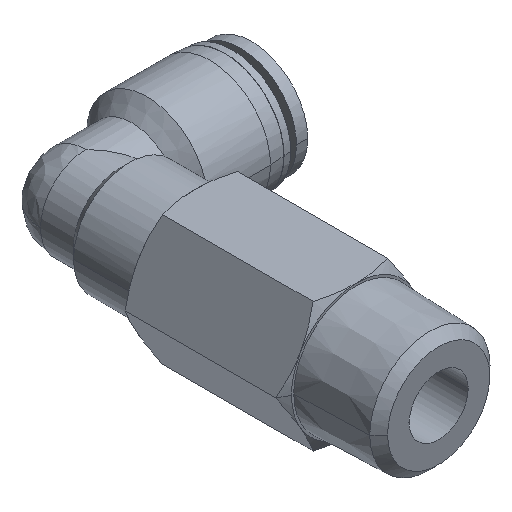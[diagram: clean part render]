
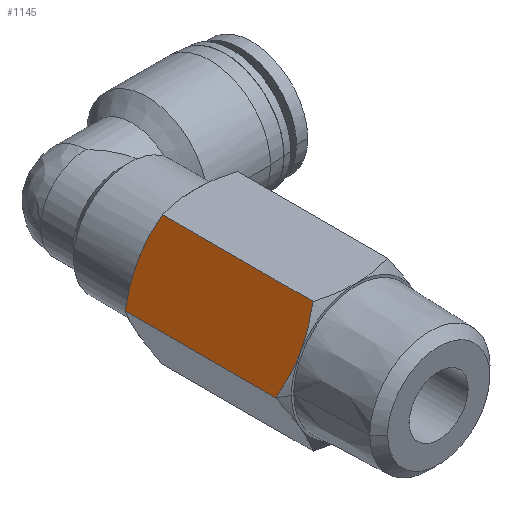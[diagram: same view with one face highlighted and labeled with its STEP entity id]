
A CAD part, isometric view. The second image highlights one B-rep face of the part: STEP entity #1145.
In plain terms, the highlighted planar face has unit normal (-0.866, 0, 0.5).
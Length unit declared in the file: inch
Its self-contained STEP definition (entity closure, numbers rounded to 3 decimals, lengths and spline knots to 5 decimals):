
#201 = CARTESIAN_POINT ( 'NONE',  ( -0.41483, -0.00317, 0.14764 ) ) ;
#204 = CARTESIAN_POINT ( 'NONE',  ( -0.38506, -1.08268, 0.19921 ) ) ;
#225 = CARTESIAN_POINT ( 'NONE',  ( -0.43461, -1.07339, 0.11337 ) ) ;
#268 = EDGE_CURVE ( 'NONE', #4588, #4596, #3461, .T. ) ;
#541 = CARTESIAN_POINT ( 'NONE',  ( -0.27278, -0.02555, 0.39368 ) ) ;
#630 = CARTESIAN_POINT ( 'NONE',  ( -0.47732, -0.02554, 0.03941 ) ) ;
#655 = CARTESIAN_POINT ( 'NONE',  ( -0.47771, -1.0569, 0.03872 ) ) ;
#902 = B_SPLINE_CURVE_WITH_KNOTS ( 'NONE', 3,
 ( #2184, #541, #4221, #1840, #4621, #2261 ),
 .UNSPECIFIED., .F., .F.,
 ( 4, 2, 4 ),
 ( 0., 0.5, 1. ),
 .UNSPECIFIED. ) ;
#997 = LINE ( 'NONE', #1284, #1002 ) ;
#1002 = VECTOR ( 'NONE', #3670, 39.37008 ) ;
#1145 = ADVANCED_FACE ( 'NONE', ( #3693 ), #4914, .T. ) ;
#1284 = CARTESIAN_POINT ( 'NONE',  ( -0.50007, 0., 0. ) ) ;
#1435 = DIRECTION ( 'NONE',  ( 0., 1., 0. ) ) ;
#1469 = CARTESIAN_POINT ( 'NONE',  ( -0.41005, -1.0795, 0.15591 ) ) ;
#1665 = ORIENTED_EDGE ( 'NONE', *, *, #2211, .F. ) ;
#1757 = CARTESIAN_POINT ( 'NONE',  ( -0.50007, -1.044, 0. ) ) ;
#1778 = EDGE_CURVE ( 'NONE', #4588, #4865, #2276, .T. ) ;
#1801 = ORIENTED_EDGE ( 'NONE', *, *, #268, .F. ) ;
#1840 = CARTESIAN_POINT ( 'NONE',  ( -0.33527, -0.00316, 0.28543 ) ) ;
#1854 = EDGE_CURVE ( 'NONE', #2003, #2258, #4719, .T. ) ;
#1878 = CARTESIAN_POINT ( 'NONE',  ( -0.42262, -1.07673, 0.13414 ) ) ;
#2003 = VERTEX_POINT ( 'NONE', #2045 ) ;
#2018 = B_SPLINE_CURVE_WITH_KNOTS ( 'NONE', 3,
 ( #2275, #204, #3845, #1469, #4250, #1878, #4652, #2290, #5066, #2671, #225, #3053, #655, #3453 ),
 .UNSPECIFIED., .F., .F.,
 ( 4, 2, 2, 1, 1, 2, 2, 4 ),
 ( 0., 0.25, 0.375, 0.4375, 0.46875, 0.48437, 0.5, 1. ),
 .UNSPECIFIED. ) ;
#2045 = CARTESIAN_POINT ( 'NONE',  ( -0.37505, 0., 0.21654 ) ) ;
#2181 = ORIENTED_EDGE ( 'NONE', *, *, #1854, .T. ) ;
#2184 = CARTESIAN_POINT ( 'NONE',  ( -0.25003, -0.03868, 0.43307 ) ) ;
#2199 = VECTOR ( 'NONE', #1435, 39.37008 ) ;
#2211 = EDGE_CURVE ( 'NONE', #4414, #2258, #997, .T. ) ;
#2258 = VERTEX_POINT ( 'NONE', #4890 ) ;
#2261 = CARTESIAN_POINT ( 'NONE',  ( -0.37505, 0., 0.21654 ) ) ;
#2272 = CARTESIAN_POINT ( 'NONE',  ( -0.37505, 0., 0.21654 ) ) ;
#2275 = CARTESIAN_POINT ( 'NONE',  ( -0.37505, -1.08268, 0.21654 ) ) ;
#2276 = LINE ( 'NONE', #3001, #2199 ) ;
#2290 = CARTESIAN_POINT ( 'NONE',  ( -0.43083, -1.07452, 0.11992 ) ) ;
#2304 = ORIENTED_EDGE ( 'NONE', *, *, #4064, .F. ) ;
#2597 = CARTESIAN_POINT ( 'NONE',  ( -0.37505, -1.08268, 0.21654 ) ) ;
#2646 = CARTESIAN_POINT ( 'NONE',  ( -0.39475, 0., 0.18242 ) ) ;
#2671 = CARTESIAN_POINT ( 'NONE',  ( -0.434, -1.07358, 0.11443 ) ) ;
#2806 = CARTESIAN_POINT ( 'NONE',  ( -0.36505, -1.08268, 0.23387 ) ) ;
#2858 = CARTESIAN_POINT ( 'NONE',  ( -0.35512, -1.08188, 0.25106 ) ) ;
#2872 = CARTESIAN_POINT ( 'NONE',  ( -0.33504, -1.0787, 0.28583 ) ) ;
#2887 = CARTESIAN_POINT ( 'NONE',  ( -0.32499, -1.07633, 0.30324 ) ) ;
#2931 = CARTESIAN_POINT ( 'NONE',  ( -0.31419, -1.07299, 0.32194 ) ) ;
#2944 = CARTESIAN_POINT ( 'NONE',  ( -0.3135, -1.07277, 0.32314 ) ) ;
#2950 = EDGE_CURVE ( 'NONE', #4865, #2003, #902, .T. ) ;
#2968 = CARTESIAN_POINT ( 'NONE',  ( -0.31218, -1.07235, 0.32543 ) ) ;
#2987 = CARTESIAN_POINT ( 'NONE',  ( -0.31019, -1.07171, 0.32887 ) ) ;
#2991 = AXIS2_PLACEMENT_3D ( 'NONE', #4697, #4684, #4672 ) ;
#3001 = CARTESIAN_POINT ( 'NONE',  ( -0.25003, 0., 0.43307 ) ) ;
#3005 = CARTESIAN_POINT ( 'NONE',  ( -0.30555, -1.07015, 0.3369 ) ) ;
#3042 = CARTESIAN_POINT ( 'NONE',  ( -0.45572, -0.01581, 0.07682 ) ) ;
#3053 = CARTESIAN_POINT ( 'NONE',  ( -0.45645, -1.06663, 0.07554 ) ) ;
#3197 = CARTESIAN_POINT ( 'NONE',  ( -0.25003, -1.044, 0.43307 ) ) ;
#3251 = CARTESIAN_POINT ( 'NONE',  ( -0.27211, -1.05611, 0.3948 ) ) ;
#3332 = CARTESIAN_POINT ( 'NONE',  ( -0.25003, -1.044, 0.43307 ) ) ;
#3434 = CARTESIAN_POINT ( 'NONE',  ( -0.50007, -0.03868, 0. ) ) ;
#3453 = CARTESIAN_POINT ( 'NONE',  ( -0.50007, -1.044, 0. ) ) ;
#3461 = B_SPLINE_CURVE_WITH_KNOTS ( 'NONE', 3,
 ( #3197, #3674, #3251, #5020, #4081, #4125, #3005, #2987, #2968, #2944, #2931, #2887, #2872, #2858, #2806, #2597 ),
 .UNSPECIFIED., .F., .F.,
 ( 4, 2, 2, 1, 1, 2, 2, 2, 4 ),
 ( 0., 0.25, 0.375, 0.4375, 0.46875, 0.48437, 0.5, 0.75, 1. ),
 .UNSPECIFIED. ) ;
#3589 = ORIENTED_EDGE ( 'NONE', *, *, #1778, .T. ) ;
#3670 = DIRECTION ( 'NONE',  ( 0., 1., 0. ) ) ;
#3674 = CARTESIAN_POINT ( 'NONE',  ( -0.26121, -1.05045, 0.41371 ) ) ;
#3693 = FACE_OUTER_BOUND ( 'NONE', #4542, .T. ) ;
#3741 = CARTESIAN_POINT ( 'NONE',  ( -0.37505, -1.08268, 0.21654 ) ) ;
#3845 = CARTESIAN_POINT ( 'NONE',  ( -0.39496, -1.08189, 0.18205 ) ) ;
#3916 = ORIENTED_EDGE ( 'NONE', *, *, #2950, .T. ) ;
#4064 = EDGE_CURVE ( 'NONE', #4596, #4414, #2018, .T. ) ;
#4068 = CARTESIAN_POINT ( 'NONE',  ( -0.25003, -0.03868, 0.43307 ) ) ;
#4081 = CARTESIAN_POINT ( 'NONE',  ( -0.29359, -1.06564, 0.35761 ) ) ;
#4125 = CARTESIAN_POINT ( 'NONE',  ( -0.30157, -1.06869, 0.34379 ) ) ;
#4221 = CARTESIAN_POINT ( 'NONE',  ( -0.29438, -0.01582, 0.35626 ) ) ;
#4250 = CARTESIAN_POINT ( 'NONE',  ( -0.41507, -1.07851, 0.14722 ) ) ;
#4414 = VERTEX_POINT ( 'NONE', #1757 ) ;
#4542 = EDGE_LOOP ( 'NONE', ( #1801, #3589, #3916, #2181, #1665, #2304 ) ) ;
#4588 = VERTEX_POINT ( 'NONE', #3332 ) ;
#4596 = VERTEX_POINT ( 'NONE', #3741 ) ;
#4621 = CARTESIAN_POINT ( 'NONE',  ( -0.35535, 0., 0.25066 ) ) ;
#4652 = CARTESIAN_POINT ( 'NONE',  ( -0.4264, -1.07577, 0.12759 ) ) ;
#4672 = DIRECTION ( 'NONE',  ( 0.5, 0., 0.866 ) ) ;
#4684 = DIRECTION ( 'NONE',  ( -0.866, 0., 0.5 ) ) ;
#4697 = CARTESIAN_POINT ( 'NONE',  ( -0.50007, 0., 0. ) ) ;
#4719 = B_SPLINE_CURVE_WITH_KNOTS ( 'NONE', 3,
 ( #2272, #2646, #201, #3042, #630, #3434 ),
 .UNSPECIFIED., .F., .F.,
 ( 4, 2, 4 ),
 ( 0., 0.5, 1. ),
 .UNSPECIFIED. ) ;
#4865 = VERTEX_POINT ( 'NONE', #4068 ) ;
#4890 = CARTESIAN_POINT ( 'NONE',  ( -0.50007, -0.03868, 0. ) ) ;
#4914 = PLANE ( 'NONE',  #2991 ) ;
#5020 = CARTESIAN_POINT ( 'NONE',  ( -0.28825, -1.06341, 0.36686 ) ) ;
#5066 = CARTESIAN_POINT ( 'NONE',  ( -0.43273, -1.07396, 0.11662 ) ) ;
